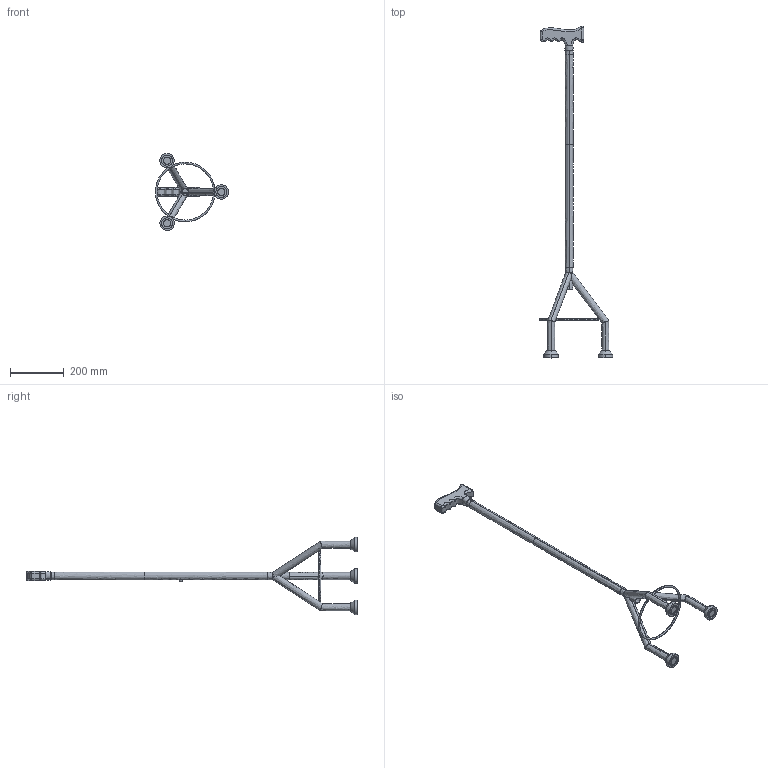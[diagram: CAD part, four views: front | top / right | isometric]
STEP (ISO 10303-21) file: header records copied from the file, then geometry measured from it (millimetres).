
FILE_DESCRIPTION(('FreeCAD Model'),'2;1');
FILE_NAME('Open CASCADE Shape Model','2025-04-29T16:01:18',('FreeCAD'),( 'FreeCAD'),'Open CASCADE STEP processor 7.6','FreeCAD','Unknown');
FILE_SCHEMA(('AUTOMOTIVE_DESIGN { 1 0 10303 214 1 1 1 1 }'));
Length unit declared in the file: millimetre
Products named in the file (1): Open CASCADE STEP translator 7.6 1
Bounding box: 273.31 x 1240.07 x 287.98 mm (x, y, z)
Volume: 693518.9 mm3; surface area: 467875.3 mm2
Topology: 8 solids, 11 shells, 190 faces, 518 edges, 328 vertices
Faces by surface type: bspline 190
Entity records: 18345 total; most frequent: CARTESIAN_POINT 15499, ORIENTED_EDGE 1012, EDGE_CURVE 506, VERTEX_POINT 328, B_SPLINE_CURVE_WITH_KNOTS 314, FACE_BOUND 208, EDGE_LOOP 208, ADVANCED_FACE 190
